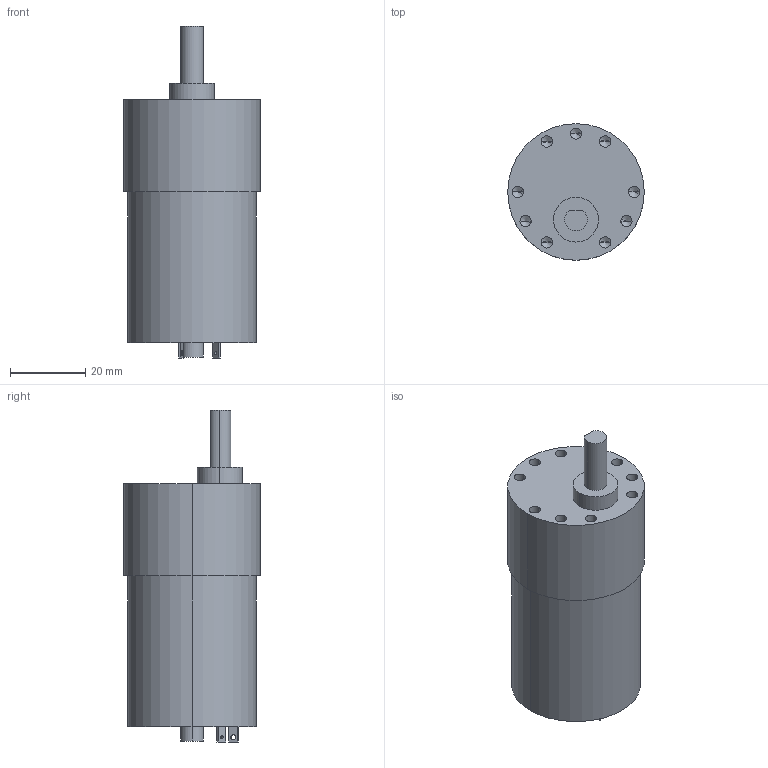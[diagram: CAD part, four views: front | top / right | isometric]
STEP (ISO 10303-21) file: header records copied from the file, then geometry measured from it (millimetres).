
FILE_DESCRIPTION (( 'STEP AP203' ), '1' );
FILE_NAME ('ROB-12497.STEP', '2014-12-04T18:20:31', ( '' ), ( '' ), 'SwSTEP 2.0', 'SolidWorks 2014', '' );
FILE_SCHEMA (( 'CONFIG_CONTROL_DESIGN' ));
Length unit declared in the file: inch
Products named in the file (1): ROB-12497
Bounding box: 36.32 x 36.32 x 88.32 mm (x, y, z)
Volume: 61933.4 mm3; surface area: 10811.6 mm2
Topology: 2 solids, 2 shells, 72 faces, 168 edges, 97 vertices
Faces by surface type: cylinder 35, plane 19, cone 18
Entity records: 2017 total; most frequent: DIRECTION 366, CARTESIAN_POINT 320, ORIENTED_EDGE 300, EDGE_CURVE 150, AXIS2_PLACEMENT_3D 143, VERTEX_POINT 97, EDGE_LOOP 91, VECTOR 80
